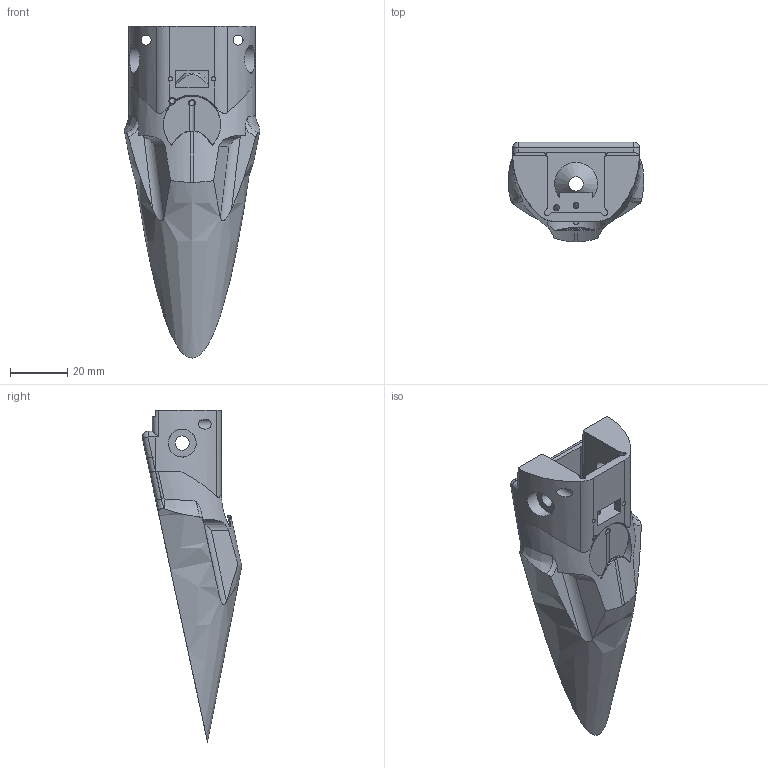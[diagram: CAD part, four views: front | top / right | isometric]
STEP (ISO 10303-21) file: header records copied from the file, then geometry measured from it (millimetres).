
FILE_DESCRIPTION(/* description */ ('STEP AP242','CAx-IF Rec.Pracs.---Representation and Presentation of Product Manufacturing Information (PMI)---4.0---2014-10-13','CAx-IF Rec.Pracs.---3D Tessellated Geometry---0.4---2014-09-14','2;1'),/* implementation_level */ '2;1');
FILE_NAME(/* name */ '67c741b32bca82445e94f267',/* time_stamp */ '2025-03-04T18:08:51Z',/* author */ (''),/* organization */ (''),/* preprocessor_version */ 'ST-DEVELOPER v20',/* originating_system */ 'ONSHAPE BY PTC INC, 1.194',/* authorisation */ ' ');
FILE_SCHEMA (('AP242_MANAGED_MODEL_BASED_3D_ENGINEERING_MIM_LF { 1 0 10303 442 1 1 4 }'));
Length unit declared in the file: metre
Products named in the file (1): Head
Bounding box: 47.19 x 34.61 x 115.6 mm (x, y, z)
Volume: 53591.3 mm3; surface area: 15680.1 mm2
Topology: 1 solids, 1 shells, 144 faces, 409 edges, 263 vertices
Faces by surface type: cylinder 57, plane 51, bspline 24, torus 6, cone 4, sphere 2
Full cylindrical faces by diameter (mm): 1.5 x2, 2 x1, 3.5 x2, 3.75 x2, 5 x3, 9.75 x2, 12 x1
Entity records: 5376 total; most frequent: CARTESIAN_POINT 1935, ORIENTED_EDGE 764, DIRECTION 624, EDGE_CURVE 382, VERTEX_POINT 256, AXIS2_PLACEMENT_3D 244, FACE_BOUND 180, EDGE_LOOP 178
